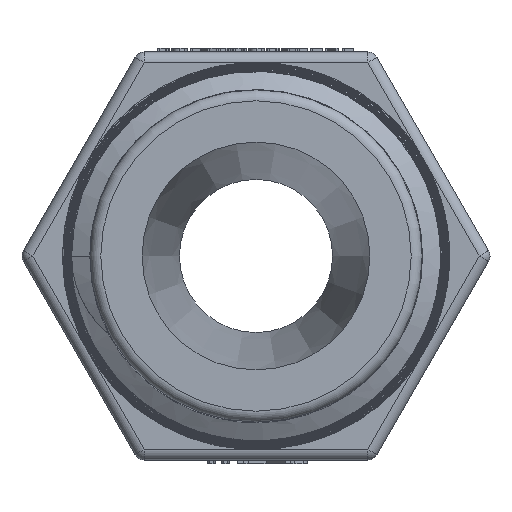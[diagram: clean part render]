
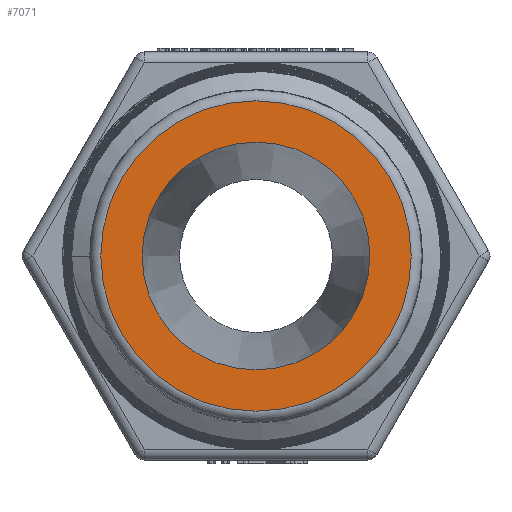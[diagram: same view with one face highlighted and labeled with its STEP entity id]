
A CAD part, left-side view. The second image highlights one B-rep face of the part: STEP entity #7071.
In plain terms, the highlighted planar face has unit normal (-1, 0, 0).
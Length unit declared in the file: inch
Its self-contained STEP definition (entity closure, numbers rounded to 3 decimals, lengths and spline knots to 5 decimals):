
#1897=PLANE($,#7543);
#2159=FACE_BOUND($,#2665,.T.);
#2160=FACE_BOUND($,#2666,.T.);
#2665=EDGE_LOOP($,(#5253));
#2666=EDGE_LOOP($,(#5254));
#3117=CIRCLE($,#7539,0.42592);
#3120=CIRCLE($,#7544,0.3125);
#3392=VERTEX_POINT($,#10116);
#3400=VERTEX_POINT($,#10719);
#4129=EDGE_CURVE($,#3392,#3392,#3117,.T.);
#4137=EDGE_CURVE($,#3400,#3400,#3120,.T.);
#5253=ORIENTED_EDGE($,*,*,#4137,.T.);
#5254=ORIENTED_EDGE($,*,*,#4129,.F.);
#7071=ADVANCED_FACE($,(#2159,#2160),#1897,.T.);
#7539=AXIS2_PLACEMENT_3D($,#10117,#8140,#8141);
#7543=AXIS2_PLACEMENT_3D($,#10718,#8148,#8149);
#7544=AXIS2_PLACEMENT_3D($,#10720,#8150,#8151);
#8140=DIRECTION('center_axis',(1.,0.,0.));
#8141=DIRECTION('ref_axis',(0.,-1.,0.));
#8148=DIRECTION('center_axis',(-1.,0.,0.));
#8149=DIRECTION('ref_axis',(0.,0.,1.));
#8150=DIRECTION('center_axis',(1.,0.,0.));
#8151=DIRECTION('ref_axis',(0.,0.,-1.));
#10116=CARTESIAN_POINT('',(0.,0.42592,0.));
#10117=CARTESIAN_POINT('Origin',(0.,0.,0.));
#10718=CARTESIAN_POINT('Origin',(0.,0.455,0.));
#10719=CARTESIAN_POINT('',(0.,0.3125,0.));
#10720=CARTESIAN_POINT('Origin',(0.,0.,0.));
